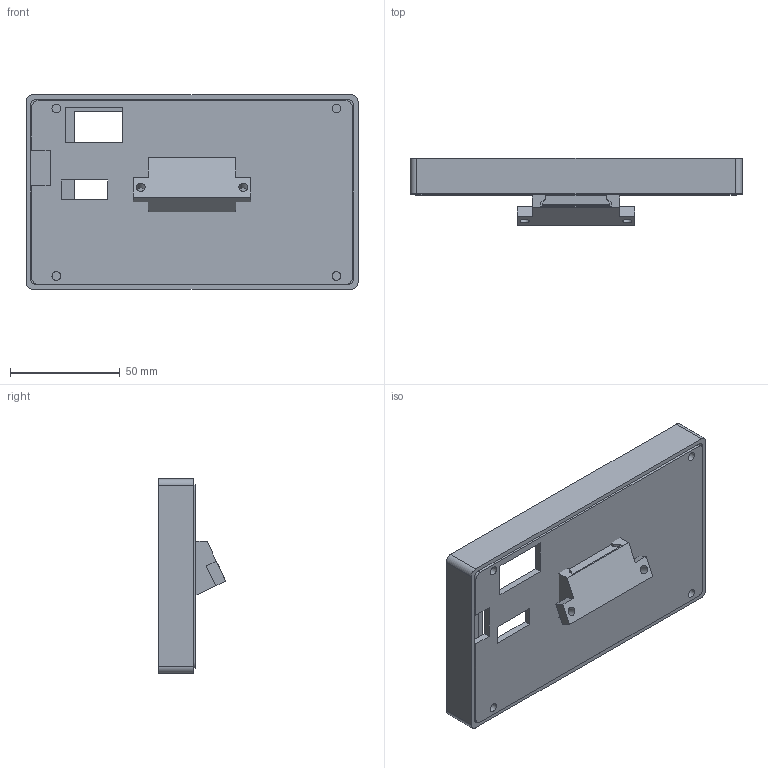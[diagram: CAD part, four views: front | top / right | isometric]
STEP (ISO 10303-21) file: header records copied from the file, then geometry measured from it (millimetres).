
FILE_DESCRIPTION(/* description */ (''),/* implementation_level */ '2;1');
FILE_NAME(/* name */ 'Fysetc_5i_LCD.step',/* time_stamp */ '2020-05-27T08:18:32+02:00',/* author */ (''),/* organization */ (''),/* preprocessor_version */ 'ST-DEVELOPER v18.1',/* originating_system */ 'Autodesk Translation Framework v9.3.0.1241',/* authorisation */ '');
FILE_SCHEMA (('AUTOMOTIVE_DESIGN { 1 0 10303 214 3 1 1 }'));
Length unit declared in the file: millimetre
Products named in the file (4): Fysetc_5i_LCD_Front; Fysetc_5i_LCD_Mount_Back; Fysetc_5i_LCD_Back; Fysetc_5i_LCD_Mount
Assembly tree (3 placements, depth 2):
  Fysetc_5i_LCD_Front
    Fysetc_5i_LCD_Mount_Back
    Fysetc_5i_LCD_Back
    Fysetc_5i_LCD_Mount
Bounding box: 151 x 30.65 x 88.45 mm (x, y, z)
Volume: 75210.5 mm3; surface area: 57020 mm2
Topology: 4 solids, 4 shells, 115 faces, 292 edges, 192 vertices
Faces by surface type: plane 89, cylinder 26
Full cylindrical faces by diameter (mm): 4 x10, 7 x2, 7.5 x2
Entity records: 3596 total; most frequent: CARTESIAN_POINT 606, DIRECTION 592, ORIENTED_EDGE 584, EDGE_CURVE 292, LINE 236, VECTOR 236, VERTEX_POINT 192, AXIS2_PLACEMENT_3D 178
